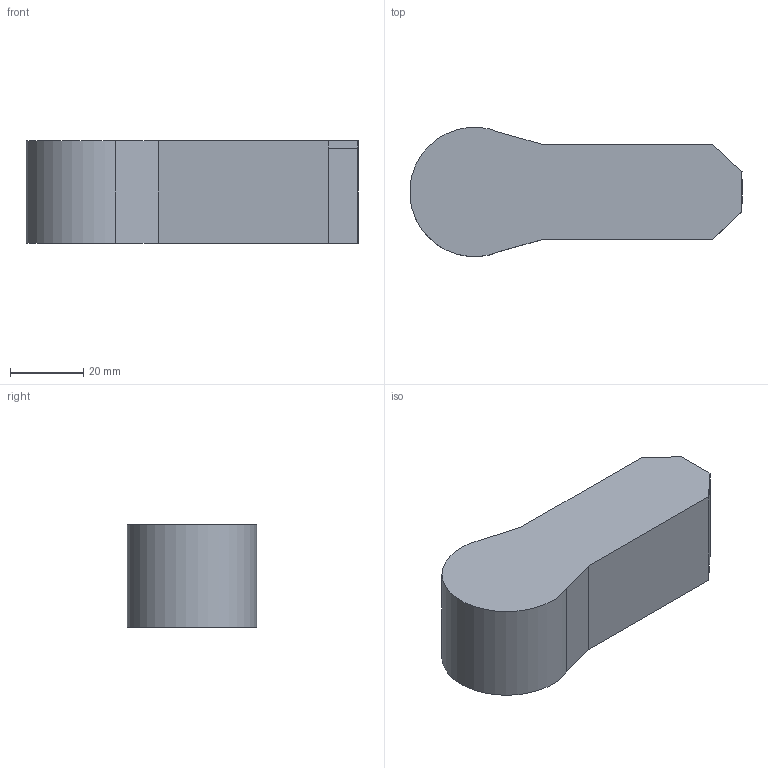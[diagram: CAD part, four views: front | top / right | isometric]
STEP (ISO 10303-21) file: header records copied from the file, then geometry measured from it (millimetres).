
FILE_DESCRIPTION(/* description */ (''),/* implementation_level */ '2;1');
FILE_NAME(/* name */ 'ChickenCoopServoCoverBodyModel.step',/* time_stamp */ '2023-03-23T18:43:20-05:00',/* author */ (''),/* organization */ (''),/* preprocessor_version */ 'ST-DEVELOPER v19.2',/* originating_system */ 'Autodesk Translation Framework v11.17.0.187',/* authorisation */ '');
FILE_SCHEMA (('AUTOMOTIVE_DESIGN { 1 0 10303 214 3 1 1 }'));
Length unit declared in the file: millimetre
Products named in the file (1): ServoCover
Bounding box: 90.7 x 35.29 x 28 mm (x, y, z)
Volume: 40442.6 mm3; surface area: 15911.7 mm2
Topology: 1 solids, 1 shells, 60 faces, 165 edges, 110 vertices
Faces by surface type: plane 49, cylinder 11
Full cylindrical faces by diameter (mm): 3.9 x1
Entity records: 1956 total; most frequent: CARTESIAN_POINT 364, ORIENTED_EDGE 330, DIRECTION 313, EDGE_CURVE 165, LINE 131, VECTOR 131, VERTEX_POINT 110, AXIS2_PLACEMENT_3D 91
